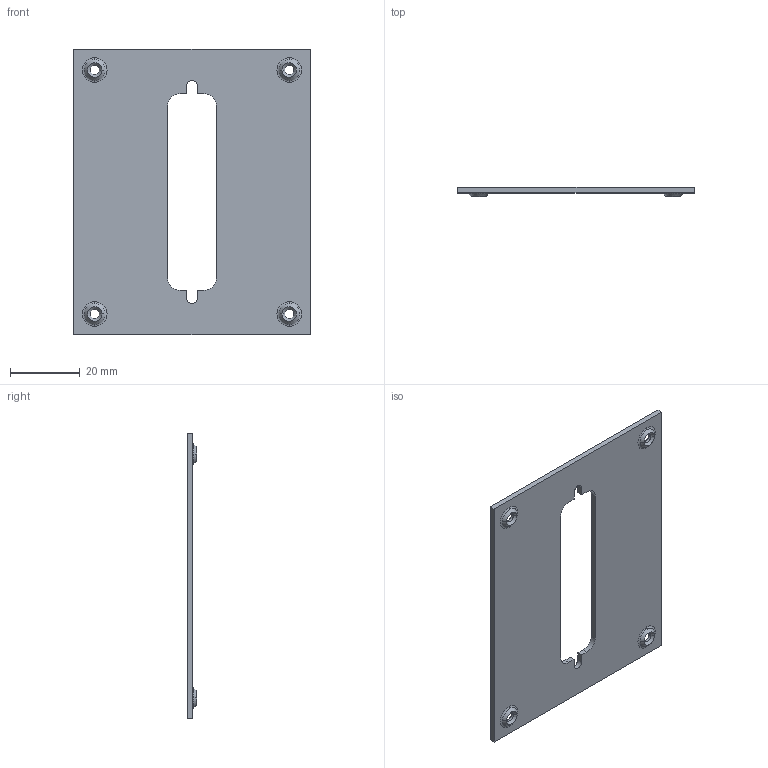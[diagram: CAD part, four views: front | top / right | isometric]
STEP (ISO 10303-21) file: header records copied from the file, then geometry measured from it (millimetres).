
FILE_DESCRIPTION (( 'STEP AP214' ), '1' );
FILE_NAME ('USP250B.STEP', '2019-07-31T17:03:01', ( '' ), ( '' ), 'SwSTEP 2.0', 'SolidWorks 2018', '' );
FILE_SCHEMA (( 'AUTOMOTIVE_DESIGN' ));
Length unit declared in the file: inch
Products named in the file (1): USP250B
Bounding box: 68.07 x 2.6 x 82.04 mm (x, y, z)
Volume: 7268.5 mm3; surface area: 10275.2 mm2
Topology: 1 solids, 1 shells, 71 faces, 199 edges, 130 vertices
Faces by surface type: cone 24, torus 16, plane 16, cylinder 15
Entity records: 2784 total; most frequent: DIRECTION 461, CARTESIAN_POINT 401, ORIENTED_EDGE 398, EDGE_CURVE 199, AXIS2_PLACEMENT_3D 190, VERTEX_POINT 130, CIRCLE 118, EDGE_LOOP 81
